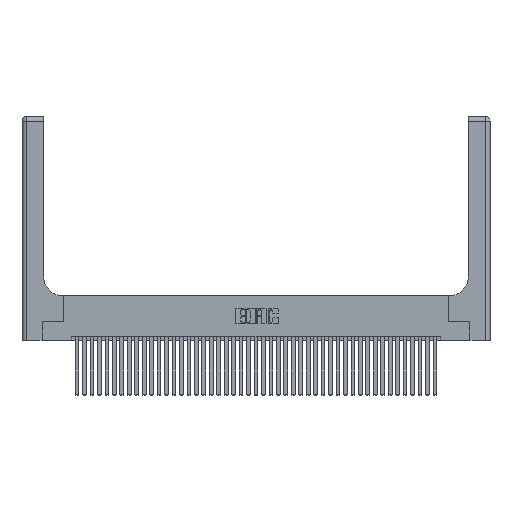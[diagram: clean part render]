
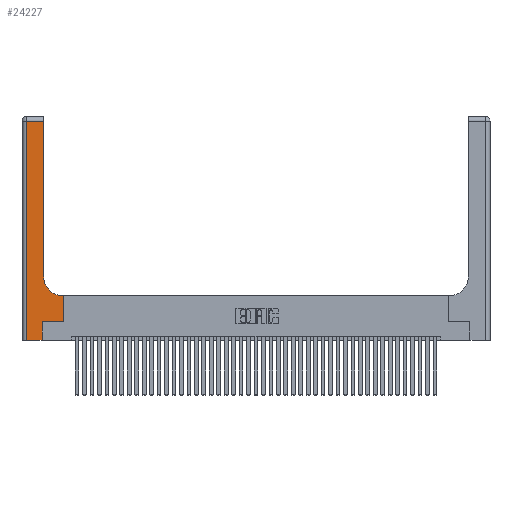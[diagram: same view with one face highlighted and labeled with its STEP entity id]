
A CAD part, top view. The second image highlights one B-rep face of the part: STEP entity #24227.
In plain terms, the highlighted planar face has unit normal (0, 0, 1).
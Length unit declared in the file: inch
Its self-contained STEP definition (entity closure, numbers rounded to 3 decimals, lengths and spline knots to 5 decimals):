
#525 = ORIENTED_EDGE ( 'NONE', *, *, #13874, .T. ) ;
#1857 = VERTEX_POINT ( 'NONE', #36797 ) ;
#1858 = CARTESIAN_POINT ( 'NONE',  ( 0.06, 3., 0.37 ) ) ;
#2008 = DIRECTION ( 'NONE',  ( 0., -1., 0. ) ) ;
#2088 = ORIENTED_EDGE ( 'NONE', *, *, #20275, .T. ) ;
#2098 = CARTESIAN_POINT ( 'NONE',  ( 0.269, 0., 0.37 ) ) ;
#2142 = DIRECTION ( 'NONE',  ( -1., 0., 0. ) ) ;
#4923 = CARTESIAN_POINT ( 'NONE',  ( 0.5415, 0.6, 0.37 ) ) ;
#5326 = DIRECTION ( 'NONE',  ( -1., 0., 0. ) ) ;
#5333 = VERTEX_POINT ( 'NONE', #4923 ) ;
#5355 = DIRECTION ( 'NONE',  ( 0., 1., 0. ) ) ;
#5754 = VECTOR ( 'NONE', #19905, 39.37008 ) ;
#5771 = AXIS2_PLACEMENT_3D ( 'NONE', #12145, #35180, #15498 ) ;
#6603 = EDGE_CURVE ( 'NONE', #37481, #34445, #28803, .T. ) ;
#6874 = PLANE ( 'NONE',  #41641 ) ;
#8074 = DIRECTION ( 'NONE',  ( 1., 0., 0. ) ) ;
#10211 = DIRECTION ( 'NONE',  ( -1., 0., 0. ) ) ;
#10896 = EDGE_CURVE ( 'NONE', #38574, #33916, #14586, .T. ) ;
#11081 = LINE ( 'NONE', #41510, #18899 ) ;
#11301 = VECTOR ( 'NONE', #2008, 39.37008 ) ;
#11586 = VERTEX_POINT ( 'NONE', #16667 ) ;
#11985 = CARTESIAN_POINT ( 'NONE',  ( 0., 2.94, 0.37 ) ) ;
#12054 = CARTESIAN_POINT ( 'NONE',  ( 0.06, 0., 0.37 ) ) ;
#12145 = CARTESIAN_POINT ( 'NONE',  ( 0.5415, 0.85, 0.37 ) ) ;
#13874 = EDGE_CURVE ( 'NONE', #5333, #38574, #20742, .T. ) ;
#14586 = LINE ( 'NONE', #26318, #5754 ) ;
#15098 = EDGE_LOOP ( 'NONE', ( #39176, #38645, #31562, #28950, #36581, #2088, #30404, #33990, #525 ) ) ;
#15498 = DIRECTION ( 'NONE',  ( 1., 0., 0. ) ) ;
#16667 = CARTESIAN_POINT ( 'NONE',  ( 0.5585, 0.25, 0.37 ) ) ;
#17811 = LINE ( 'NONE', #40191, #34228 ) ;
#18031 = CARTESIAN_POINT ( 'NONE',  ( 0.2915, 0.85, 0.37 ) ) ;
#18899 = VECTOR ( 'NONE', #2142, 39.37008 ) ;
#19905 = DIRECTION ( 'NONE',  ( 0., 1., 0. ) ) ;
#20275 = EDGE_CURVE ( 'NONE', #36784, #11586, #22030, .T. ) ;
#20433 = VERTEX_POINT ( 'NONE', #38454 ) ;
#20742 = CIRCLE ( 'NONE', #5771, 0.25 ) ;
#21305 = CARTESIAN_POINT ( 'NONE',  ( 0.269, 0.25, 0.37 ) ) ;
#21481 = VECTOR ( 'NONE', #5355, 39.37008 ) ;
#22030 = LINE ( 'NONE', #40874, #29652 ) ;
#22500 = LINE ( 'NONE', #2098, #21481 ) ;
#23277 = VECTOR ( 'NONE', #5326, 39.37008 ) ;
#23913 = EDGE_CURVE ( 'NONE', #33916, #37481, #24301, .T. ) ;
#24227 = ADVANCED_FACE ( 'NONE', ( #37132 ), #6874, .F. ) ;
#24301 = LINE ( 'NONE', #11985, #23277 ) ;
#26318 = CARTESIAN_POINT ( 'NONE',  ( 0.2915, 3., 0.37 ) ) ;
#26503 = EDGE_CURVE ( 'NONE', #34445, #20433, #33661, .T. ) ;
#26632 = CARTESIAN_POINT ( 'NONE',  ( 0., 3., 0.37 ) ) ;
#28766 = CARTESIAN_POINT ( 'NONE',  ( 0., 0., 0.37 ) ) ;
#28803 = LINE ( 'NONE', #1858, #11301 ) ;
#28950 = ORIENTED_EDGE ( 'NONE', *, *, #26503, .T. ) ;
#29652 = VECTOR ( 'NONE', #8074, 39.37008 ) ;
#29911 = DIRECTION ( 'NONE',  ( 0., 0., -1. ) ) ;
#30404 = ORIENTED_EDGE ( 'NONE', *, *, #40963, .T. ) ;
#31534 = EDGE_CURVE ( 'NONE', #20433, #36784, #22500, .T. ) ;
#31562 = ORIENTED_EDGE ( 'NONE', *, *, #6603, .T. ) ;
#31588 = VECTOR ( 'NONE', #32075, 39.37008 ) ;
#32075 = DIRECTION ( 'NONE',  ( 1., 0., 0. ) ) ;
#33661 = LINE ( 'NONE', #28766, #31588 ) ;
#33916 = VERTEX_POINT ( 'NONE', #42249 ) ;
#33990 = ORIENTED_EDGE ( 'NONE', *, *, #40495, .T. ) ;
#34228 = VECTOR ( 'NONE', #37064, 39.37008 ) ;
#34445 = VERTEX_POINT ( 'NONE', #12054 ) ;
#35180 = DIRECTION ( 'NONE',  ( 0., 0., -1. ) ) ;
#36581 = ORIENTED_EDGE ( 'NONE', *, *, #31534, .T. ) ;
#36784 = VERTEX_POINT ( 'NONE', #21305 ) ;
#36797 = CARTESIAN_POINT ( 'NONE',  ( 0.5585, 0.6, 0.37 ) ) ;
#37064 = DIRECTION ( 'NONE',  ( 0., 1., 0. ) ) ;
#37132 = FACE_OUTER_BOUND ( 'NONE', #15098, .T. ) ;
#37481 = VERTEX_POINT ( 'NONE', #38040 ) ;
#38040 = CARTESIAN_POINT ( 'NONE',  ( 0.06, 2.94, 0.37 ) ) ;
#38454 = CARTESIAN_POINT ( 'NONE',  ( 0.269, 0., 0.37 ) ) ;
#38574 = VERTEX_POINT ( 'NONE', #18031 ) ;
#38645 = ORIENTED_EDGE ( 'NONE', *, *, #23913, .T. ) ;
#39176 = ORIENTED_EDGE ( 'NONE', *, *, #10896, .T. ) ;
#40191 = CARTESIAN_POINT ( 'NONE',  ( 0.5585, 0.25, 0.37 ) ) ;
#40495 = EDGE_CURVE ( 'NONE', #1857, #5333, #11081, .T. ) ;
#40874 = CARTESIAN_POINT ( 'NONE',  ( 0.269, 0.25, 0.37 ) ) ;
#40963 = EDGE_CURVE ( 'NONE', #11586, #1857, #17811, .T. ) ;
#41510 = CARTESIAN_POINT ( 'NONE',  ( 0.2915, 0.6, 0.37 ) ) ;
#41641 = AXIS2_PLACEMENT_3D ( 'NONE', #26632, #29911, #10211 ) ;
#42249 = CARTESIAN_POINT ( 'NONE',  ( 0.2915, 2.94, 0.37 ) ) ;
